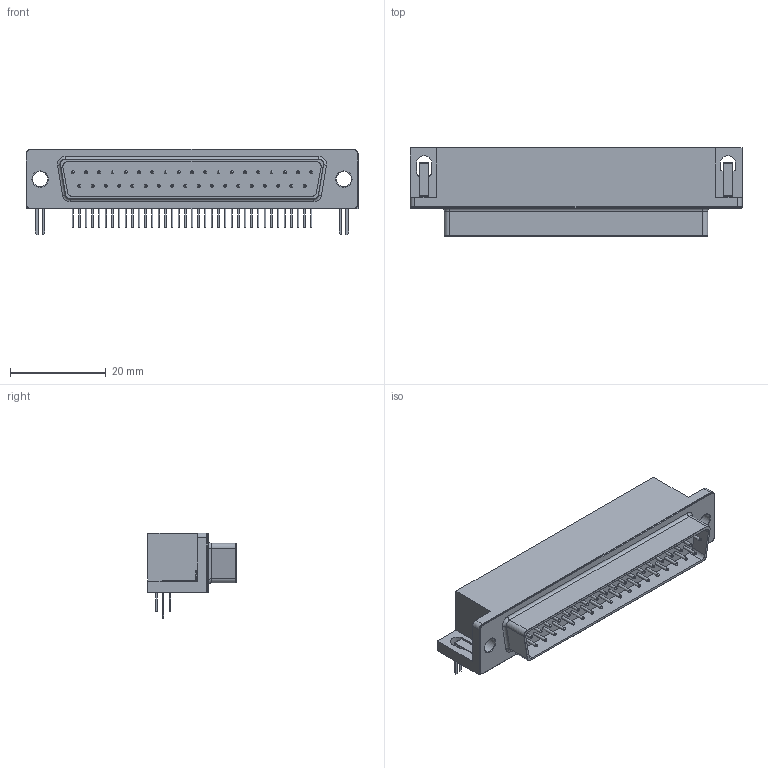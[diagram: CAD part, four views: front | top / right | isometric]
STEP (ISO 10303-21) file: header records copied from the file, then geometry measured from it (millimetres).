
FILE_DESCRIPTION(/* description */ ('model of DSUB-37_Male_Horizontal_P2.77x2.84mm_EdgePinOffset7.70mm_Housed_MountingHolesOffset9.12mm'),/* implementation_level */ '2;1');
FILE_NAME(/* name */ 'DSUB-37_Male_Horizontal_P2.77x2.84mm_EdgePinOffset7.70mm_Housed_MountingHolesOffset9.12mm.step',/* time_stamp */ '2019-01-05T14:15:50',/* author */ ('kicad StepUp','ksu'),/* organization */ ('FreeCAD'),/* preprocessor_version */ 'OCC',/* originating_system */ 'kicad StepUp',/* authorisation */ '');
FILE_SCHEMA(('AUTOMOTIVE_DESIGN { 1 0 10303 214 1 1 1 1 }'));
Length unit declared in the file: millimetre
Products named in the file (1): DSUB_72_male
Bounding box: 69.4 x 18.44 x 17.9 mm (x, y, z)
Volume: 10934.3 mm3; surface area: 6108.8 mm2
Topology: 1 solids, 2 shells, 385 faces, 797 edges, 494 vertices
Faces by surface type: plane 147, cylinder 146, revolution 78, torus 10, cone 4
Full cylindrical faces by diameter (mm): 0.3 x37, 0.6 x74, 3.2 x2, 4 x2
Entity records: 14048 total; most frequent: CARTESIAN_POINT 2591, DIRECTION 1945, ORIENTED_EDGE 1594, EDGE_CURVE 797, AXIS2_PLACEMENT_3D 768, FACE_BOUND 545, EDGE_LOOP 545, VERTEX_POINT 494
